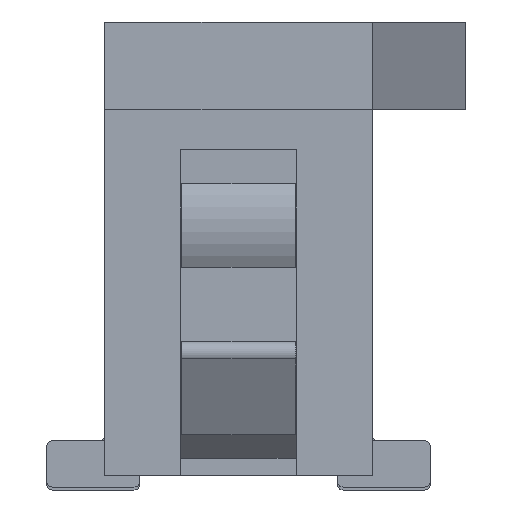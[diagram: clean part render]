
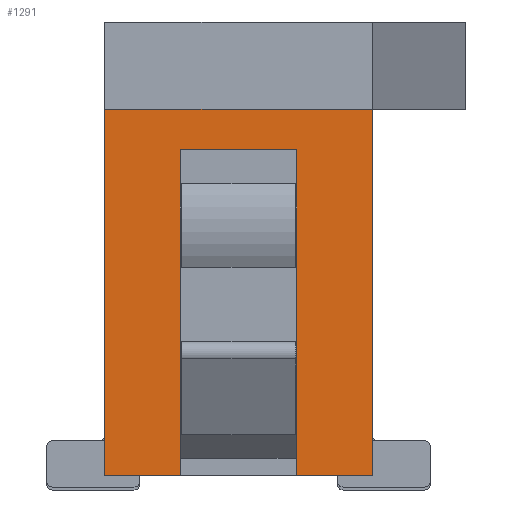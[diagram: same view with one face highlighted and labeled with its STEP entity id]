
A CAD part, left-side view. The second image highlights one B-rep face of the part: STEP entity #1291.
In plain terms, the highlighted planar face has unit normal (-1, 0, 0).
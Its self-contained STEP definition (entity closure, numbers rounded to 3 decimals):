
#1291 = ADVANCED_FACE( '', ( #3108 ), #3109, .F. );
#3108 = FACE_OUTER_BOUND( '', #5541, .T. );
#3109 = PLANE( '', #5542 );
#5541 = EDGE_LOOP( '', ( #8993, #8994, #8995, #8996, #8997, #8998, #8999, #9000 ) );
#5542 = AXIS2_PLACEMENT_3D( '', #9001, #9002, #9003 );
#8993 = ORIENTED_EDGE( '', *, *, #16638, .F. );
#8994 = ORIENTED_EDGE( '', *, *, #17445, .F. );
#8995 = ORIENTED_EDGE( '', *, *, #17446, .F. );
#8996 = ORIENTED_EDGE( '', *, *, #17447, .T. );
#8997 = ORIENTED_EDGE( '', *, *, #16630, .F. );
#8998 = ORIENTED_EDGE( '', *, *, #17448, .F. );
#8999 = ORIENTED_EDGE( '', *, *, #17449, .T. );
#9000 = ORIENTED_EDGE( '', *, *, #17450, .T. );
#9001 = CARTESIAN_POINT( '', ( -11.75, -1.15, 1.575 ) );
#9002 = DIRECTION( '', ( 1., 0., 0. ) );
#9003 = DIRECTION( '', ( 0., 0., -1. ) );
#16630 = EDGE_CURVE( '', #20363, #20365, #20366, .T. );
#16638 = EDGE_CURVE( '', #20379, #20358, #20381, .T. );
#17445 = EDGE_CURVE( '', #21839, #20379, #21840, .T. );
#17446 = EDGE_CURVE( '', #21841, #21839, #21842, .T. );
#17447 = EDGE_CURVE( '', #21841, #20365, #21843, .T. );
#17448 = EDGE_CURVE( '', #21844, #20363, #21845, .T. );
#17449 = EDGE_CURVE( '', #21844, #21846, #21847, .T. );
#17450 = EDGE_CURVE( '', #21846, #20358, #21848, .T. );
#20358 = VERTEX_POINT( '', #25959 );
#20363 = VERTEX_POINT( '', #25966 );
#20365 = VERTEX_POINT( '', #25969 );
#20366 = LINE( '', #25970, #25971 );
#20379 = VERTEX_POINT( '', #25990 );
#20381 = LINE( '', #25993, #25994 );
#21839 = VERTEX_POINT( '', #28163 );
#21840 = LINE( '', #28164, #28165 );
#21841 = VERTEX_POINT( '', #28166 );
#21842 = LINE( '', #28167, #28168 );
#21843 = LINE( '', #28169, #28170 );
#21844 = VERTEX_POINT( '', #28171 );
#21845 = LINE( '', #28172, #28173 );
#21846 = VERTEX_POINT( '', #28174 );
#21847 = LINE( '', #28175, #28176 );
#21848 = LINE( '', #28177, #28178 );
#25959 = CARTESIAN_POINT( '', ( -11.75, 1.15, -1.575 ) );
#25966 = CARTESIAN_POINT( '', ( -11.75, -1.15, -1.575 ) );
#25969 = CARTESIAN_POINT( '', ( -11.75, -0.5, -1.575 ) );
#25970 = CARTESIAN_POINT( '', ( -11.75, -1.15, -1.575 ) );
#25971 = VECTOR( '', #33892, 1000. );
#25990 = CARTESIAN_POINT( '', ( -11.75, 0.5, -1.575 ) );
#25993 = CARTESIAN_POINT( '', ( -11.75, -1.15, -1.575 ) );
#25994 = VECTOR( '', #33900, 1000. );
#28163 = CARTESIAN_POINT( '', ( -11.75, 0.5, 1.225 ) );
#28164 = CARTESIAN_POINT( '', ( -11.75, 0.5, 1.225 ) );
#28165 = VECTOR( '', #34636, 1000. );
#28166 = CARTESIAN_POINT( '', ( -11.75, -0.5, 1.225 ) );
#28167 = CARTESIAN_POINT( '', ( -11.75, -0.5, 1.225 ) );
#28168 = VECTOR( '', #34637, 1000. );
#28169 = CARTESIAN_POINT( '', ( -11.75, -0.5, 1.225 ) );
#28170 = VECTOR( '', #34638, 1000. );
#28171 = CARTESIAN_POINT( '', ( -11.75, -1.15, 1.575 ) );
#28172 = CARTESIAN_POINT( '', ( -11.75, -1.15, 1.575 ) );
#28173 = VECTOR( '', #34639, 1000. );
#28174 = CARTESIAN_POINT( '', ( -11.75, 1.15, 1.575 ) );
#28175 = CARTESIAN_POINT( '', ( -11.75, -1.15, 1.575 ) );
#28176 = VECTOR( '', #34640, 1000. );
#28177 = CARTESIAN_POINT( '', ( -11.75, 1.15, 1.575 ) );
#28178 = VECTOR( '', #34641, 1000. );
#33892 = DIRECTION( '', ( 0., 1., 0. ) );
#33900 = DIRECTION( '', ( 0., 1., 0. ) );
#34636 = DIRECTION( '', ( 0., 0., -1. ) );
#34637 = DIRECTION( '', ( 0., 1., 0. ) );
#34638 = DIRECTION( '', ( 0., 0., -1. ) );
#34639 = DIRECTION( '', ( 0., 0., -1. ) );
#34640 = DIRECTION( '', ( 0., 1., 0. ) );
#34641 = DIRECTION( '', ( 0., 0., -1. ) );
